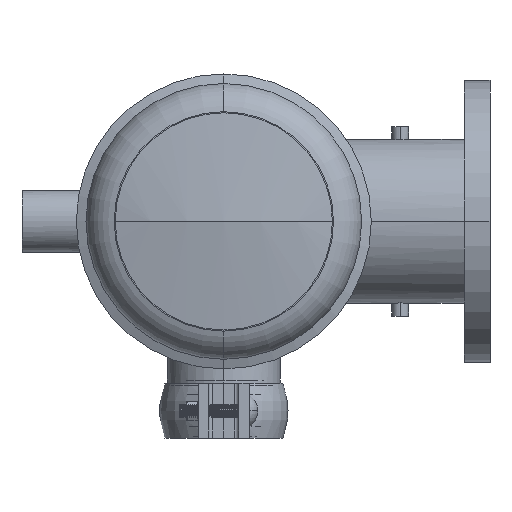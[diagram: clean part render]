
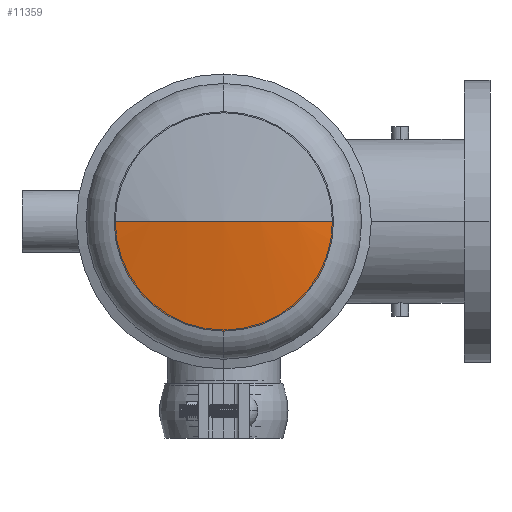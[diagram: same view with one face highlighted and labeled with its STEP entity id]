
A CAD part, left-side view. The second image highlights one B-rep face of the part: STEP entity #11359.
In plain terms, the highlighted spherical face has radius 507.99 mm.
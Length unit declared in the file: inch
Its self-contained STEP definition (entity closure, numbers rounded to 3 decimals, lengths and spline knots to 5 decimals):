
#761 = CARTESIAN_POINT ( 'NONE',  ( 0.46314, 0., 0. ) ) ;
#1370 = VERTEX_POINT ( 'NONE', #13263 ) ;
#1526 = VERTEX_POINT ( 'NONE', #13670 ) ;
#2347 = DIRECTION ( 'NONE',  ( 0., 0., 1. ) ) ;
#3710 = FACE_OUTER_BOUND ( 'NONE', #4903, .T. ) ;
#3795 = CIRCLE ( 'NONE', #4927, 4.27741 ) ;
#4903 = EDGE_LOOP ( 'NONE', ( #25627, #16186, #24878, #11375 ) ) ;
#4927 = AXIS2_PLACEMENT_3D ( 'NONE', #17602, #17297, #8093 ) ;
#5593 = CARTESIAN_POINT ( 'NONE',  ( 0.46314, 0., -4.27741 ) ) ;
#7121 = DIRECTION ( 'NONE',  ( 1., 0., 0. ) ) ;
#8093 = DIRECTION ( 'NONE',  ( 0., 0., 1. ) ) ;
#9312 = CIRCLE ( 'NONE', #18590, 4.27741 ) ;
#10855 = DIRECTION ( 'NONE',  ( 0., 0., -1. ) ) ;
#11359 = ADVANCED_FACE ( 'NONE', ( #3710 ), #16255, .T. ) ;
#11375 = ORIENTED_EDGE ( 'NONE', *, *, #29420, .T. ) ;
#11552 = AXIS2_PLACEMENT_3D ( 'NONE', #23090, #25677, #20998 ) ;
#12169 = EDGE_CURVE ( 'NONE', #1370, #1526, #25494, .T. ) ;
#13263 = CARTESIAN_POINT ( 'NONE',  ( 0.46314, -4.27741, 0. ) ) ;
#13334 = CARTESIAN_POINT ( 'NONE',  ( 0.46314, 4.27741, 0. ) ) ;
#13670 = CARTESIAN_POINT ( 'NONE',  ( 0.00037, 0., 0. ) ) ;
#15715 = CARTESIAN_POINT ( 'NONE',  ( 20., 0., 0. ) ) ;
#16186 = ORIENTED_EDGE ( 'NONE', *, *, #12169, .T. ) ;
#16255 = SPHERICAL_SURFACE ( 'NONE', #29592, 19.99963 ) ;
#16794 = VERTEX_POINT ( 'NONE', #13334 ) ;
#17297 = DIRECTION ( 'NONE',  ( -1., 0., 0. ) ) ;
#17602 = CARTESIAN_POINT ( 'NONE',  ( 0.46314, 0., 0. ) ) ;
#18590 = AXIS2_PLACEMENT_3D ( 'NONE', #761, #24317, #26903 ) ;
#18898 = CARTESIAN_POINT ( 'NONE',  ( 20., 0., 0. ) ) ;
#20998 = DIRECTION ( 'NONE',  ( 0., 1., 0. ) ) ;
#21163 = CIRCLE ( 'NONE', #30308, 19.99963 ) ;
#23090 = CARTESIAN_POINT ( 'NONE',  ( 20., 0., 0. ) ) ;
#24317 = DIRECTION ( 'NONE',  ( -1., 0., 0. ) ) ;
#24878 = ORIENTED_EDGE ( 'NONE', *, *, #28498, .F. ) ;
#25494 = CIRCLE ( 'NONE', #11552, 19.99963 ) ;
#25627 = ORIENTED_EDGE ( 'NONE', *, *, #29560, .T. ) ;
#25677 = DIRECTION ( 'NONE',  ( 0., 0., -1. ) ) ;
#26017 = VERTEX_POINT ( 'NONE', #5593 ) ;
#26903 = DIRECTION ( 'NONE',  ( 0., 0., 1. ) ) ;
#27289 = DIRECTION ( 'NONE',  ( 0., 1., 0. ) ) ;
#28498 = EDGE_CURVE ( 'NONE', #16794, #1526, #21163, .T. ) ;
#29420 = EDGE_CURVE ( 'NONE', #16794, #26017, #3795, .T. ) ;
#29560 = EDGE_CURVE ( 'NONE', #26017, #1370, #9312, .T. ) ;
#29592 = AXIS2_PLACEMENT_3D ( 'NONE', #15715, #10855, #27289 ) ;
#30308 = AXIS2_PLACEMENT_3D ( 'NONE', #18898, #2347, #7121 ) ;
